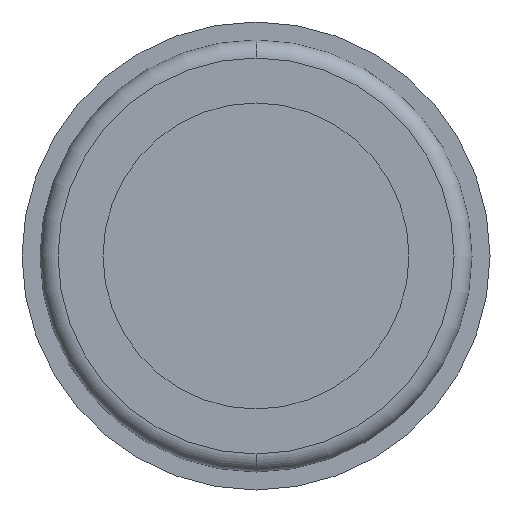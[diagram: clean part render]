
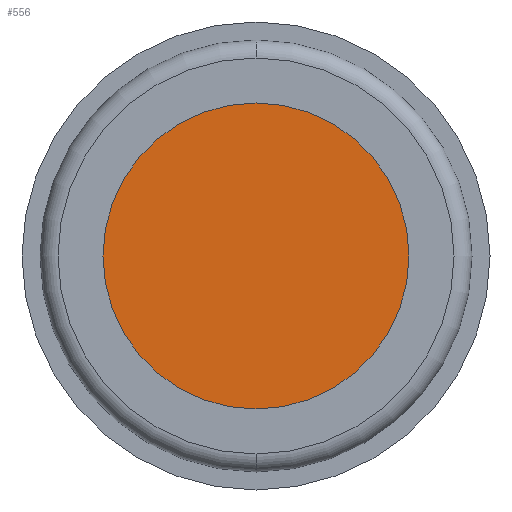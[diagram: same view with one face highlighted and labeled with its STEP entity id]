
A CAD part, front view. The second image highlights one B-rep face of the part: STEP entity #556.
In plain terms, the highlighted planar face has unit normal (0, -1, 0).
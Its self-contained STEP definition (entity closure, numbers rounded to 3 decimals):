
#205 = PLANE ( 'NONE',  #252 ) ;
#206 = CARTESIAN_POINT ( 'NONE',  ( 17., 12.7, 0. ) ) ;
#207 = DIRECTION ( 'NONE',  ( 0., 1., 0. ) ) ;
#208 = DIRECTION ( 'NONE',  ( 0., 0., 1. ) ) ;
#249 = FACE_OUTER_BOUND ( 'NONE', #338, .T. ) ;
#252 = AXIS2_PLACEMENT_3D ( 'NONE', #206, #207, #208 ) ;
#301 = CARTESIAN_POINT ( 'NONE',  ( 0., 12.7, 0. ) ) ;
#302 = DIRECTION ( 'NONE',  ( 0., 1., 0. ) ) ;
#303 = DIRECTION ( 'NONE',  ( 0., 0., 1. ) ) ;
#313 = CARTESIAN_POINT ( 'NONE',  ( 0., 12.7, 0. ) ) ;
#314 = DIRECTION ( 'NONE',  ( 0., 1., 0. ) ) ;
#315 = DIRECTION ( 'NONE',  ( 0., 0., 1. ) ) ;
#338 = EDGE_LOOP ( 'NONE', ( #447, #448 ) ) ;
#348 = EDGE_CURVE ( 'NONE', #692, #693, #535, .T. ) ;
#352 = EDGE_CURVE ( 'NONE', #693, #692, #536, .T. ) ;
#447 = ORIENTED_EDGE ( 'NONE', *, *, #352, .F. ) ;
#448 = ORIENTED_EDGE ( 'NONE', *, *, #348, .F. ) ;
#535 = CIRCLE ( 'NONE', #724, 17. ) ;
#536 = CIRCLE ( 'NONE', #721, 17. ) ;
#556 = ADVANCED_FACE ( 'NONE', ( #249 ), #205, .F. ) ;
#660 = CARTESIAN_POINT ( 'NONE',  ( 0., 12.7, -17. ) ) ;
#661 = CARTESIAN_POINT ( 'NONE',  ( 0., 12.7, 17. ) ) ;
#692 = VERTEX_POINT ( 'NONE', #660 ) ;
#693 = VERTEX_POINT ( 'NONE', #661 ) ;
#721 = AXIS2_PLACEMENT_3D ( 'NONE', #313, #314, #315 ) ;
#724 = AXIS2_PLACEMENT_3D ( 'NONE', #301, #302, #303 ) ;
